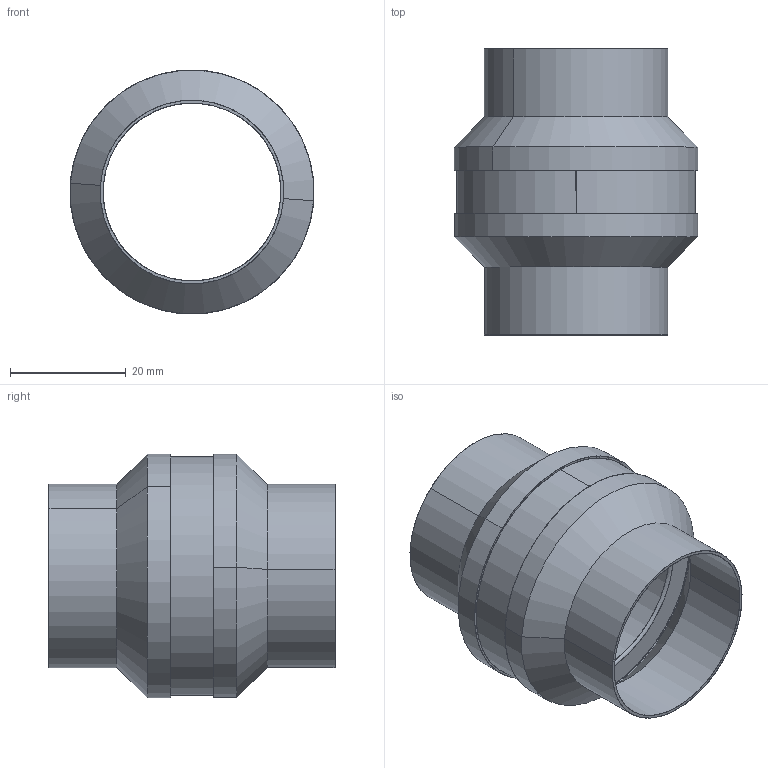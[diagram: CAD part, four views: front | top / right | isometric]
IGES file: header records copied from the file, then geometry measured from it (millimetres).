
Start section: SolidWorks IGES file using analytic representation for surfaces
Global section: file name: 9999-03-W.IGS; native system: SolidWorks 2012; preprocessor: SolidWorks 2012; author: Obadiah Bucchieri; date: 120914.125606; units: inch
Bounding box: 42.17 x 49.47 x 42.17 mm (x, y, z)
Surface area: 14744.3 mm2 (no closed solid volume)
Topology: 0 solids, 0 shells, 42 faces, 912 edges, 912 vertices
Faces by surface type: revolution 28, bspline 14
